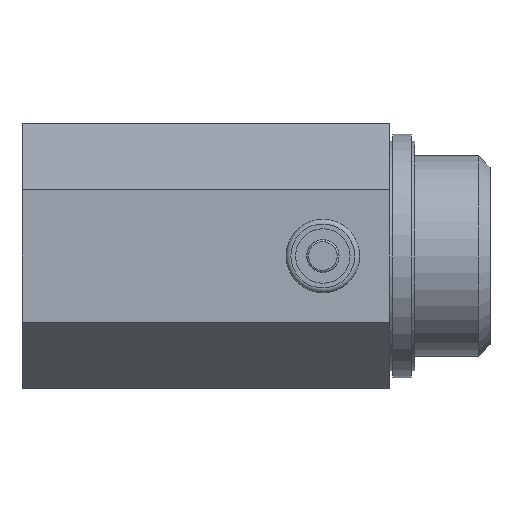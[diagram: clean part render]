
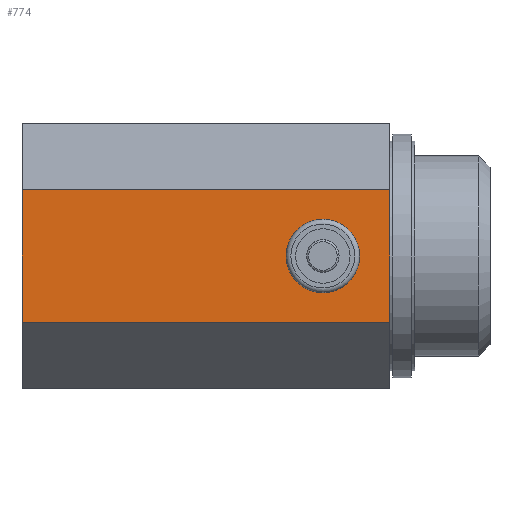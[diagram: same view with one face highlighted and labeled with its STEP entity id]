
A CAD part, left-side view. The second image highlights one B-rep face of the part: STEP entity #774.
In plain terms, the highlighted planar face has unit normal (-1, 0, 0).
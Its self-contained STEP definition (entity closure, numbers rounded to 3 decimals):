
#52=CIRCLE('',#834,3.85);
#110=ORIENTED_EDGE('',*,*,#208,.F.);
#111=ORIENTED_EDGE('',*,*,#185,.T.);
#112=ORIENTED_EDGE('',*,*,#182,.T.);
#113=ORIENTED_EDGE('',*,*,#209,.F.);
#114=ORIENTED_EDGE('',*,*,#210,.F.);
#115=ORIENTED_EDGE('',*,*,#211,.T.);
#182=EDGE_CURVE('',#239,#237,#282,.T.);
#185=EDGE_CURVE('',#241,#239,#283,.T.);
#208=EDGE_CURVE('',#258,#258,#52,.F.);
#209=EDGE_CURVE('',#259,#237,#293,.T.);
#210=EDGE_CURVE('',#260,#259,#294,.T.);
#211=EDGE_CURVE('',#260,#241,#295,.T.);
#237=VERTEX_POINT('',#1045);
#239=VERTEX_POINT('',#1048);
#241=VERTEX_POINT('',#1054);
#258=VERTEX_POINT('',#1108);
#259=VERTEX_POINT('',#1110);
#260=VERTEX_POINT('',#1112);
#282=LINE('',#1047,#306);
#283=LINE('',#1053,#307);
#293=LINE('',#1109,#317);
#294=LINE('',#1111,#318);
#295=LINE('',#1113,#319);
#306=VECTOR('',#879,1000.);
#307=VECTOR('',#886,1000.);
#317=VECTOR('',#952,1000.);
#318=VECTOR('',#953,1000.);
#319=VECTOR('',#954,1000.);
#353=EDGE_LOOP('',(#110));
#354=EDGE_LOOP('',(#111,#112,#113,#114,#115));
#419=FACE_BOUND('',#353,.T.);
#420=FACE_BOUND('',#354,.T.);
#471=PLANE('',#833);
#774=ADVANCED_FACE('',(#419,#420),#471,.F.);
#833=AXIS2_PLACEMENT_3D('',#1106,#948,#949);
#834=AXIS2_PLACEMENT_3D('',#1107,#950,#951);
#879=DIRECTION('',(0.,0.,1.));
#886=DIRECTION('',(0.,0.,1.));
#948=DIRECTION('',(1.,0.,0.));
#949=DIRECTION('',(0.,0.,-1.));
#950=DIRECTION('',(1.,0.,0.));
#951=DIRECTION('',(0.,0.,-1.));
#952=DIRECTION('',(0.,-1.,0.));
#953=DIRECTION('',(0.,0.,1.));
#954=DIRECTION('',(0.,-1.,0.));
#1045=CARTESIAN_POINT('',(-12.,2.6,6.928));
#1047=CARTESIAN_POINT('',(-12.,2.6,-6.928));
#1048=CARTESIAN_POINT('',(-12.,2.6,0.));
#1053=CARTESIAN_POINT('',(-12.,2.6,-6.928));
#1054=CARTESIAN_POINT('',(-12.,2.6,-6.928));
#1106=CARTESIAN_POINT('',(-12.,41.1,-6.928));
#1107=CARTESIAN_POINT('',(-12.,9.6,0.));
#1108=CARTESIAN_POINT('',(-12.,9.6,-3.85));
#1109=CARTESIAN_POINT('',(-12.,41.1,6.928));
#1110=CARTESIAN_POINT('',(-12.,41.1,6.928));
#1111=CARTESIAN_POINT('',(-12.,41.1,-6.928));
#1112=CARTESIAN_POINT('',(-12.,41.1,-6.928));
#1113=CARTESIAN_POINT('',(-12.,41.1,-6.928));
